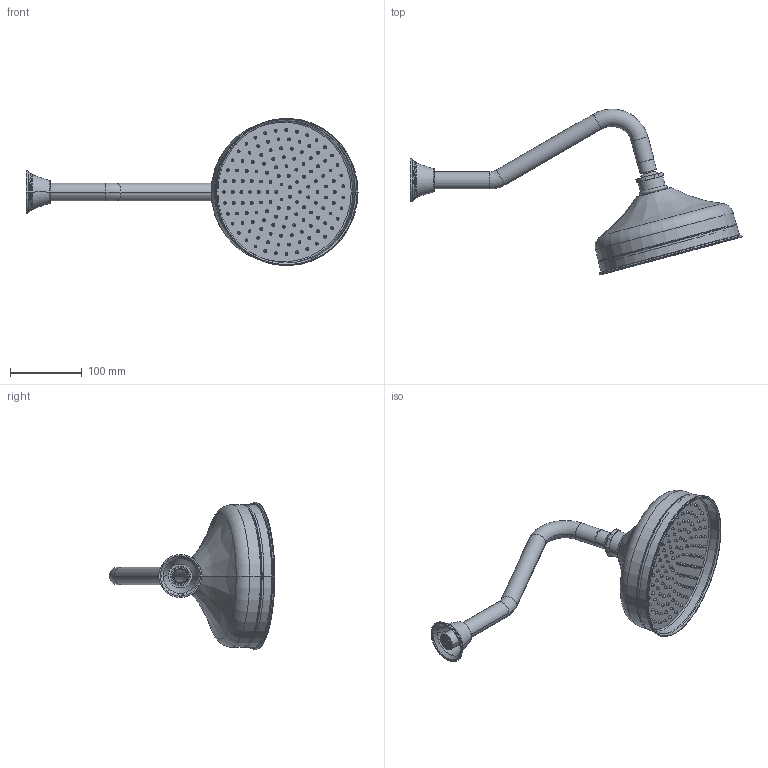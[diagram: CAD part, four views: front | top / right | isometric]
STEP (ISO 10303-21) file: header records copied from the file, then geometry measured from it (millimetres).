
FILE_DESCRIPTION((''),'2;1');
FILE_NAME('1F8004_ASM','2023-06-28T',('Administrator'),(''),'PRO/ENGINEER BY PARAMETRIC TECHNOLOGY CORPORATION, 2010280','PRO/ENGINEER BY PARAMETRIC TECHNOLOGY CORPORATION, 2010280','');
FILE_SCHEMA(('CONFIG_CONTROL_DESIGN'));
Length unit declared in the file: millimetre
Products named in the file (5): 2F8004-31CP; 2F8004-32CP; 2F8002-31CP; 27X2; 1F8004_ASM
Assembly tree (5 placements, depth 2):
  1F8004_ASM
    2F8004-31CP
    2F8004-32CP
    2F8002-31CP
    27X2  x2
Bounding box: 461.52 x 230.48 x 205 mm (x, y, z)
Volume: 1509640.7 mm3; surface area: 186698.6 mm2
Topology: 5 solids, 5 shells, 1026 faces, 2096 edges, 1370 vertices
Faces by surface type: cylinder 357, plane 307, cone 288, torus 58, bspline 14, sphere 2
Entity records: 30112 total; most frequent: CARTESIAN_POINT 7193, DIRECTION 5378, ORIENTED_EDGE 4176, AXIS2_PLACEMENT_3D 2354, EDGE_CURVE 2088, VERTEX_POINT 1366, CIRCLE 1336, EDGE_LOOP 1320
